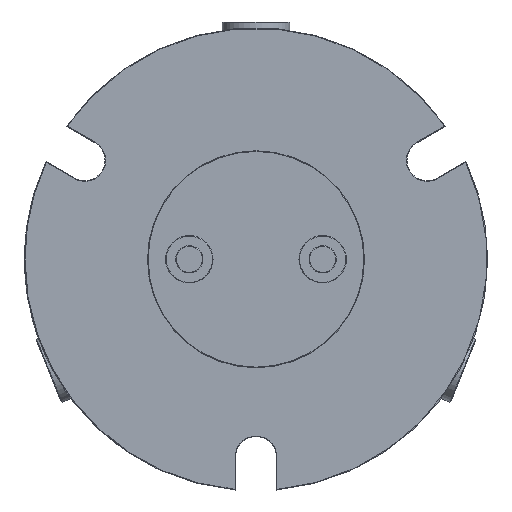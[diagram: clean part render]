
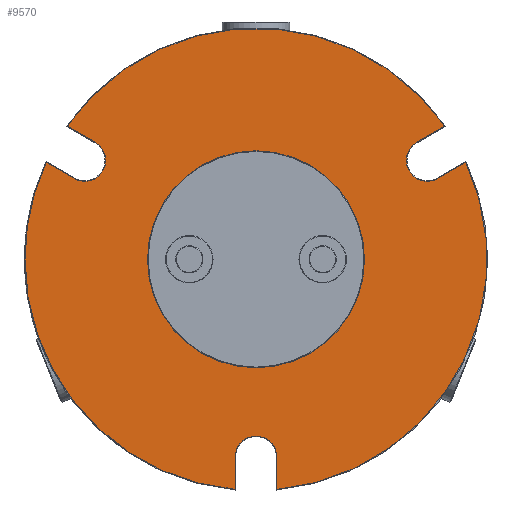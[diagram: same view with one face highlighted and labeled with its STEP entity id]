
A CAD part, front view. The second image highlights one B-rep face of the part: STEP entity #9570.
In plain terms, the highlighted planar face has unit normal (0, -1, 0).
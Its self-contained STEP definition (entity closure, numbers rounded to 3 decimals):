
#62 = VERTEX_POINT ( 'NONE', #4081 ) ;
#113 = CARTESIAN_POINT ( 'NONE',  ( 0., 6.9, 0. ) ) ;
#246 = EDGE_CURVE ( 'NONE', #4505, #1104, #7129, .T. ) ;
#345 = CARTESIAN_POINT ( 'NONE',  ( -1.85, 6.9, -20.366 ) ) ;
#375 = EDGE_CURVE ( 'NONE', #5262, #8306, #3945, .T. ) ;
#504 = CARTESIAN_POINT ( 'NONE',  ( -15.155, 6.9, 8.75 ) ) ;
#659 = CIRCLE ( 'NONE', #6469, 9.6 ) ;
#725 = VERTEX_POINT ( 'NONE', #3828 ) ;
#781 = AXIS2_PLACEMENT_3D ( 'NONE', #8905, #5659, #7920 ) ;
#824 = VERTEX_POINT ( 'NONE', #2452 ) ;
#1056 = DIRECTION ( 'NONE',  ( -1., 0., 0. ) ) ;
#1091 = AXIS2_PLACEMENT_3D ( 'NONE', #9249, #4129, #8163 ) ;
#1104 = VERTEX_POINT ( 'NONE', #345 ) ;
#1138 = VECTOR ( 'NONE', #3788, 1000. ) ;
#1147 = FACE_BOUND ( 'NONE', #8985, .T. ) ;
#1175 = VERTEX_POINT ( 'NONE', #3737 ) ;
#1199 = AXIS2_PLACEMENT_3D ( 'NONE', #3781, #6182, #1339 ) ;
#1227 = CARTESIAN_POINT ( 'NONE',  ( 16.76, 6.9, 11.813 ) ) ;
#1308 = CARTESIAN_POINT ( 'NONE',  ( 1.85, 6.9, -20.366 ) ) ;
#1325 = CARTESIAN_POINT ( 'NONE',  ( -15.155, 6.9, 8.75 ) ) ;
#1337 = LINE ( 'NONE', #1227, #7984 ) ;
#1339 = DIRECTION ( 'NONE',  ( -1., 0., 0. ) ) ;
#1581 = VERTEX_POINT ( 'NONE', #5765 ) ;
#1588 = CARTESIAN_POINT ( 'NONE',  ( 0., 6.9, 0. ) ) ;
#1778 = AXIS2_PLACEMENT_3D ( 'NONE', #6753, #1944, #2778 ) ;
#1785 = DIRECTION ( 'NONE',  ( 0., -1., 0. ) ) ;
#1795 = CARTESIAN_POINT ( 'NONE',  ( -16.713, 6.9, 11.785 ) ) ;
#1911 = VECTOR ( 'NONE', #5458, 1000. ) ;
#1944 = DIRECTION ( 'NONE',  ( 0., 1., 0. ) ) ;
#2031 = VERTEX_POINT ( 'NONE', #1795 ) ;
#2078 = DIRECTION ( 'NONE',  ( -1., 0., 0. ) ) ;
#2169 = DIRECTION ( 'NONE',  ( -1., 0., 0. ) ) ;
#2207 = ORIENTED_EDGE ( 'NONE', *, *, #8552, .T. ) ;
#2211 = CIRCLE ( 'NONE', #6210, 20.45 ) ;
#2257 = ORIENTED_EDGE ( 'NONE', *, *, #7522, .T. ) ;
#2427 = VERTEX_POINT ( 'NONE', #8593 ) ;
#2452 = CARTESIAN_POINT ( 'NONE',  ( 16.713, 6.9, 11.785 ) ) ;
#2551 = CARTESIAN_POINT ( 'NONE',  ( -14.23, 6.9, 10.352 ) ) ;
#2577 = CIRCLE ( 'NONE', #4581, 1.85 ) ;
#2599 = ORIENTED_EDGE ( 'NONE', *, *, #10020, .T. ) ;
#2607 = EDGE_CURVE ( 'NONE', #9606, #3518, #4569, .T. ) ;
#2761 = ORIENTED_EDGE ( 'NONE', *, *, #4450, .T. ) ;
#2778 = DIRECTION ( 'NONE',  ( -1., 0., 0. ) ) ;
#2870 = VERTEX_POINT ( 'NONE', #6742 ) ;
#2893 = DIRECTION ( 'NONE',  ( 0.866, 0., 0.5 ) ) ;
#3061 = CIRCLE ( 'NONE', #6917, 20.45 ) ;
#3062 = ORIENTED_EDGE ( 'NONE', *, *, #5219, .T. ) ;
#3084 = CIRCLE ( 'NONE', #1091, 9.6 ) ;
#3126 = AXIS2_PLACEMENT_3D ( 'NONE', #4324, #8466, #6102 ) ;
#3271 = VERTEX_POINT ( 'NONE', #5632 ) ;
#3328 = LINE ( 'NONE', #2551, #4630 ) ;
#3341 = DIRECTION ( 'NONE',  ( 0., 1., 0. ) ) ;
#3518 = VERTEX_POINT ( 'NONE', #1308 ) ;
#3574 = DIRECTION ( 'NONE',  ( 0., 1., 0. ) ) ;
#3699 = DIRECTION ( 'NONE',  ( 0., 1., 0. ) ) ;
#3737 = CARTESIAN_POINT ( 'NONE',  ( -9.6, 6.9, 0. ) ) ;
#3781 = CARTESIAN_POINT ( 'NONE',  ( 0., 6.9, 0. ) ) ;
#3787 = CARTESIAN_POINT ( 'NONE',  ( 16.08, 6.9, 7.148 ) ) ;
#3788 = DIRECTION ( 'NONE',  ( 0., 0., -1. ) ) ;
#3828 = CARTESIAN_POINT ( 'NONE',  ( -18.563, 6.9, 8.581 ) ) ;
#3844 = VECTOR ( 'NONE', #4418, 1000. ) ;
#3945 = CIRCLE ( 'NONE', #1778, 1.85 ) ;
#4081 = CARTESIAN_POINT ( 'NONE',  ( -15.155, 6.9, 6.9 ) ) ;
#4129 = DIRECTION ( 'NONE',  ( 0., 1., 0. ) ) ;
#4136 = CARTESIAN_POINT ( 'NONE',  ( -1.85, 6.9, -17.5 ) ) ;
#4214 = EDGE_CURVE ( 'NONE', #725, #4505, #6204, .T. ) ;
#4284 = DIRECTION ( 'NONE',  ( 0., 1., 0. ) ) ;
#4324 = CARTESIAN_POINT ( 'NONE',  ( -20.5, 6.9, 0. ) ) ;
#4400 = ORIENTED_EDGE ( 'NONE', *, *, #246, .T. ) ;
#4418 = DIRECTION ( 'NONE',  ( -0.866, 0., 0.5 ) ) ;
#4450 = EDGE_CURVE ( 'NONE', #9094, #9606, #9442, .T. ) ;
#4474 = LINE ( 'NONE', #6774, #3844 ) ;
#4483 = DIRECTION ( 'NONE',  ( -1., 0., 0. ) ) ;
#4505 = VERTEX_POINT ( 'NONE', #8412 ) ;
#4569 = LINE ( 'NONE', #9583, #1138 ) ;
#4578 = EDGE_CURVE ( 'NONE', #1175, #2870, #3084, .T. ) ;
#4581 = AXIS2_PLACEMENT_3D ( 'NONE', #504, #3574, #2169 ) ;
#4630 = VECTOR ( 'NONE', #8938, 1000. ) ;
#4854 = DIRECTION ( 'NONE',  ( -1., 0., 0. ) ) ;
#4936 = VERTEX_POINT ( 'NONE', #10077 ) ;
#5005 = EDGE_CURVE ( 'NONE', #62, #3271, #2577, .T. ) ;
#5186 = AXIS2_PLACEMENT_3D ( 'NONE', #1325, #4284, #7533 ) ;
#5219 = EDGE_CURVE ( 'NONE', #1581, #4936, #5558, .T. ) ;
#5262 = VERTEX_POINT ( 'NONE', #9594 ) ;
#5268 = PLANE ( 'NONE',  #3126 ) ;
#5428 = AXIS2_PLACEMENT_3D ( 'NONE', #8214, #3699, #4483 ) ;
#5458 = DIRECTION ( 'NONE',  ( -0.866, 0., -0.5 ) ) ;
#5472 = EDGE_CURVE ( 'NONE', #1104, #9094, #6595, .T. ) ;
#5535 = CARTESIAN_POINT ( 'NONE',  ( -1.85, 6.9, -17.5 ) ) ;
#5558 = LINE ( 'NONE', #3787, #1911 ) ;
#5632 = CARTESIAN_POINT ( 'NONE',  ( -16.08, 6.9, 7.148 ) ) ;
#5659 = DIRECTION ( 'NONE',  ( 0., -1., 0. ) ) ;
#5765 = CARTESIAN_POINT ( 'NONE',  ( 18.563, 6.9, 8.581 ) ) ;
#5844 = CARTESIAN_POINT ( 'NONE',  ( 15.155, 6.9, 8.75 ) ) ;
#5971 = AXIS2_PLACEMENT_3D ( 'NONE', #5844, #9784, #8835 ) ;
#5984 = EDGE_CURVE ( 'NONE', #824, #2031, #2211, .T. ) ;
#6055 = ORIENTED_EDGE ( 'NONE', *, *, #5472, .T. ) ;
#6102 = DIRECTION ( 'NONE',  ( 1., 0., 0. ) ) ;
#6182 = DIRECTION ( 'NONE',  ( 0., -1., 0. ) ) ;
#6204 = CIRCLE ( 'NONE', #1199, 20.45 ) ;
#6210 = AXIS2_PLACEMENT_3D ( 'NONE', #1588, #1785, #4854 ) ;
#6449 = EDGE_CURVE ( 'NONE', #2427, #62, #9706, .T. ) ;
#6469 = AXIS2_PLACEMENT_3D ( 'NONE', #113, #3341, #1056 ) ;
#6595 = LINE ( 'NONE', #4136, #9061 ) ;
#6644 = CIRCLE ( 'NONE', #5971, 1.85 ) ;
#6647 = EDGE_CURVE ( 'NONE', #3518, #1581, #3061, .T. ) ;
#6741 = EDGE_LOOP ( 'NONE', ( #6055, #2761, #7412, #7956, #3062, #2257, #7362, #7100, #9317, #7409, #8054, #10255, #2599, #10180, #4400 ) ) ;
#6742 = CARTESIAN_POINT ( 'NONE',  ( 9.6, 6.9, 0. ) ) ;
#6753 = CARTESIAN_POINT ( 'NONE',  ( 15.155, 6.9, 8.75 ) ) ;
#6774 = CARTESIAN_POINT ( 'NONE',  ( -18.61, 6.9, 8.608 ) ) ;
#6917 = AXIS2_PLACEMENT_3D ( 'NONE', #8254, #7470, #2078 ) ;
#7100 = ORIENTED_EDGE ( 'NONE', *, *, #8056, .T. ) ;
#7129 = CIRCLE ( 'NONE', #781, 20.45 ) ;
#7362 = ORIENTED_EDGE ( 'NONE', *, *, #375, .T. ) ;
#7409 = ORIENTED_EDGE ( 'NONE', *, *, #9447, .T. ) ;
#7412 = ORIENTED_EDGE ( 'NONE', *, *, #2607, .T. ) ;
#7470 = DIRECTION ( 'NONE',  ( 0., -1., 0. ) ) ;
#7522 = EDGE_CURVE ( 'NONE', #4936, #5262, #6644, .T. ) ;
#7533 = DIRECTION ( 'NONE',  ( -1., 0., 0. ) ) ;
#7920 = DIRECTION ( 'NONE',  ( -1., 0., 0. ) ) ;
#7956 = ORIENTED_EDGE ( 'NONE', *, *, #6647, .T. ) ;
#7984 = VECTOR ( 'NONE', #2893, 1000. ) ;
#8050 = ORIENTED_EDGE ( 'NONE', *, *, #4578, .T. ) ;
#8054 = ORIENTED_EDGE ( 'NONE', *, *, #6449, .T. ) ;
#8056 = EDGE_CURVE ( 'NONE', #8306, #824, #1337, .T. ) ;
#8163 = DIRECTION ( 'NONE',  ( -1., 0., 0. ) ) ;
#8214 = CARTESIAN_POINT ( 'NONE',  ( 0., 6.9, -17.5 ) ) ;
#8254 = CARTESIAN_POINT ( 'NONE',  ( 0., 6.9, 0. ) ) ;
#8306 = VERTEX_POINT ( 'NONE', #8649 ) ;
#8412 = CARTESIAN_POINT ( 'NONE',  ( -20.45, 6.9, 0. ) ) ;
#8466 = DIRECTION ( 'NONE',  ( 0., 1., 0. ) ) ;
#8552 = EDGE_CURVE ( 'NONE', #2870, #1175, #659, .T. ) ;
#8593 = CARTESIAN_POINT ( 'NONE',  ( -14.23, 6.9, 10.352 ) ) ;
#8649 = CARTESIAN_POINT ( 'NONE',  ( 14.23, 6.9, 10.352 ) ) ;
#8835 = DIRECTION ( 'NONE',  ( -1., 0., 0. ) ) ;
#8856 = DIRECTION ( 'NONE',  ( 0., 0., 1. ) ) ;
#8905 = CARTESIAN_POINT ( 'NONE',  ( 0., 6.9, 0. ) ) ;
#8938 = DIRECTION ( 'NONE',  ( 0.866, 0., -0.5 ) ) ;
#8985 = EDGE_LOOP ( 'NONE', ( #8050, #2207 ) ) ;
#9061 = VECTOR ( 'NONE', #8856, 1000. ) ;
#9094 = VERTEX_POINT ( 'NONE', #5535 ) ;
#9249 = CARTESIAN_POINT ( 'NONE',  ( 0., 6.9, 0. ) ) ;
#9250 = FACE_OUTER_BOUND ( 'NONE', #6741, .T. ) ;
#9317 = ORIENTED_EDGE ( 'NONE', *, *, #5984, .T. ) ;
#9442 = CIRCLE ( 'NONE', #5428, 1.85 ) ;
#9447 = EDGE_CURVE ( 'NONE', #2031, #2427, #3328, .T. ) ;
#9570 = ADVANCED_FACE ( 'NONE', ( #1147, #9250 ), #5268, .F. ) ;
#9583 = CARTESIAN_POINT ( 'NONE',  ( 1.85, 6.9, -20.421 ) ) ;
#9594 = CARTESIAN_POINT ( 'NONE',  ( 15.155, 6.9, 6.9 ) ) ;
#9606 = VERTEX_POINT ( 'NONE', #10359 ) ;
#9706 = CIRCLE ( 'NONE', #5186, 1.85 ) ;
#9784 = DIRECTION ( 'NONE',  ( 0., 1., 0. ) ) ;
#10020 = EDGE_CURVE ( 'NONE', #3271, #725, #4474, .T. ) ;
#10077 = CARTESIAN_POINT ( 'NONE',  ( 16.08, 6.9, 7.148 ) ) ;
#10180 = ORIENTED_EDGE ( 'NONE', *, *, #4214, .T. ) ;
#10255 = ORIENTED_EDGE ( 'NONE', *, *, #5005, .T. ) ;
#10359 = CARTESIAN_POINT ( 'NONE',  ( 1.85, 6.9, -17.5 ) ) ;
